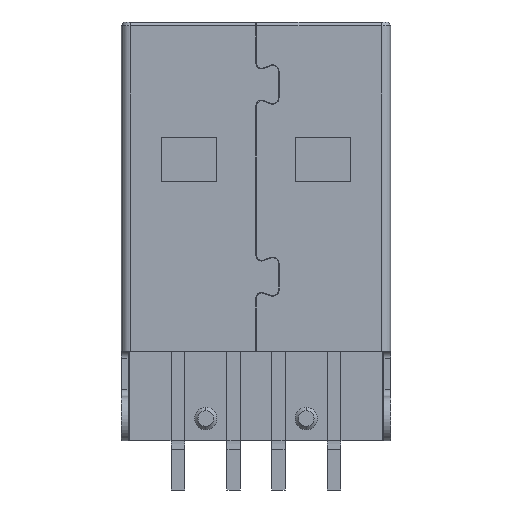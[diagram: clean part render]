
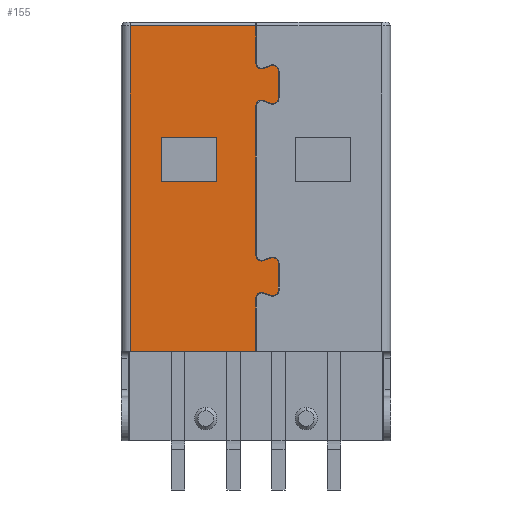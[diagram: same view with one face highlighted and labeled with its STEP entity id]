
A CAD part, front view. The second image highlights one B-rep face of the part: STEP entity #155.
In plain terms, the highlighted planar face has unit normal (0, -1, 0).
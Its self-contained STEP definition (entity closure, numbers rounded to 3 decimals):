
#155=ADVANCED_FACE('',(#556,#557),#558,.T.);
#556=FACE_OUTER_BOUND('',#1179,.T.);
#557=FACE_BOUND('',#1180,.T.);
#558=PLANE('',#1181);
#1179=EDGE_LOOP('',(#2636,#2637,#2638,#2639,#2640,#2641,#2642,#2643,#2644,#2645,#2646,#2647,#2648,#2649,#2650,#2651,#2652,#2653,#2654,#2655));
#1180=EDGE_LOOP('',(#2656,#2657,#2658,#2659));
#1181=AXIS2_PLACEMENT_3D('',#2660,#2661,#2662);
#2636=ORIENTED_EDGE('',*,*,#4648,.F.);
#2637=ORIENTED_EDGE('',*,*,#4727,.F.);
#2638=ORIENTED_EDGE('',*,*,#4454,.T.);
#2639=ORIENTED_EDGE('',*,*,#4728,.T.);
#2640=ORIENTED_EDGE('',*,*,#4729,.F.);
#2641=ORIENTED_EDGE('',*,*,#4730,.F.);
#2642=ORIENTED_EDGE('',*,*,#4731,.T.);
#2643=ORIENTED_EDGE('',*,*,#4732,.F.);
#2644=ORIENTED_EDGE('',*,*,#4733,.T.);
#2645=ORIENTED_EDGE('',*,*,#4734,.F.);
#2646=ORIENTED_EDGE('',*,*,#4735,.F.);
#2647=ORIENTED_EDGE('',*,*,#4736,.F.);
#2648=ORIENTED_EDGE('',*,*,#4737,.F.);
#2649=ORIENTED_EDGE('',*,*,#4738,.F.);
#2650=ORIENTED_EDGE('',*,*,#4739,.T.);
#2651=ORIENTED_EDGE('',*,*,#4740,.F.);
#2652=ORIENTED_EDGE('',*,*,#4741,.T.);
#2653=ORIENTED_EDGE('',*,*,#4742,.F.);
#2654=ORIENTED_EDGE('',*,*,#4743,.F.);
#2655=ORIENTED_EDGE('',*,*,#4744,.F.);
#2656=ORIENTED_EDGE('',*,*,#4745,.F.);
#2657=ORIENTED_EDGE('',*,*,#4746,.F.);
#2658=ORIENTED_EDGE('',*,*,#4747,.F.);
#2659=ORIENTED_EDGE('',*,*,#4748,.F.);
#2660=CARTESIAN_POINT('',(-5.625,-2.25,-9.375));
#2661=DIRECTION('',(0.0,-1.0,0.0));
#2662=DIRECTION('',(0.0,0.0,-1.0));
#4454=EDGE_CURVE('',#5338,#5336,#5339,.T.);
#4648=EDGE_CURVE('',#5680,#5686,#5687,.T.);
#4727=EDGE_CURVE('',#5338,#5680,#5816,.T.);
#4728=EDGE_CURVE('',#5336,#5817,#5818,.T.);
#4729=EDGE_CURVE('',#5819,#5817,#5820,.T.);
#4730=EDGE_CURVE('',#5821,#5819,#5822,.T.);
#4731=EDGE_CURVE('',#5821,#5823,#5824,.T.);
#4732=EDGE_CURVE('',#5825,#5823,#5826,.T.);
#4733=EDGE_CURVE('',#5825,#5827,#5828,.T.);
#4734=EDGE_CURVE('',#5829,#5827,#5830,.T.);
#4735=EDGE_CURVE('',#5831,#5829,#5832,.T.);
#4736=EDGE_CURVE('',#5833,#5831,#5834,.T.);
#4737=EDGE_CURVE('',#5835,#5833,#5836,.T.);
#4738=EDGE_CURVE('',#5837,#5835,#5838,.T.);
#4739=EDGE_CURVE('',#5837,#5839,#5840,.T.);
#4740=EDGE_CURVE('',#5841,#5839,#5842,.T.);
#4741=EDGE_CURVE('',#5841,#5843,#5844,.T.);
#4742=EDGE_CURVE('',#5845,#5843,#5846,.T.);
#4743=EDGE_CURVE('',#5847,#5845,#5848,.T.);
#4744=EDGE_CURVE('',#5686,#5847,#5849,.T.);
#4745=EDGE_CURVE('',#5850,#5851,#5852,.T.);
#4746=EDGE_CURVE('',#5853,#5850,#5854,.T.);
#4747=EDGE_CURVE('',#5855,#5853,#5856,.T.);
#4748=EDGE_CURVE('',#5851,#5855,#5857,.T.);
#5336=VERTEX_POINT('',#6693);
#5338=VERTEX_POINT('',#6696);
#5339=LINE('',#6697,#6698);
#5680=VERTEX_POINT('',#7198);
#5686=VERTEX_POINT('',#7207);
#5687=LINE('',#7208,#7209);
#5816=LINE('',#7402,#7403);
#5817=VERTEX_POINT('',#7404);
#5818=LINE('',#7405,#7406);
#5819=VERTEX_POINT('',#7407);
#5820=CIRCLE('',#7408,0.25);
#5821=VERTEX_POINT('',#7409);
#5822=LINE('',#7410,#7411);
#5823=VERTEX_POINT('',#7412);
#5824=CIRCLE('',#7413,0.25);
#5825=VERTEX_POINT('',#7414);
#5826=LINE('',#7415,#7416);
#5827=VERTEX_POINT('',#7417);
#5828=CIRCLE('',#7418,0.25);
#5829=VERTEX_POINT('',#7419);
#5830=LINE('',#7420,#7421);
#5831=VERTEX_POINT('',#7422);
#5832=CIRCLE('',#7423,0.25);
#5833=VERTEX_POINT('',#7424);
#5834=LINE('',#7425,#7426);
#5835=VERTEX_POINT('',#7427);
#5836=CIRCLE('',#7428,0.25);
#5837=VERTEX_POINT('',#7429);
#5838=LINE('',#7430,#7431);
#5839=VERTEX_POINT('',#7432);
#5840=CIRCLE('',#7433,0.25);
#5841=VERTEX_POINT('',#7434);
#5842=LINE('',#7435,#7436);
#5843=VERTEX_POINT('',#7437);
#5844=CIRCLE('',#7438,0.25);
#5845=VERTEX_POINT('',#7439);
#5846=LINE('',#7440,#7441);
#5847=VERTEX_POINT('',#7442);
#5848=CIRCLE('',#7443,0.25);
#5849=LINE('',#7444,#7445);
#5850=VERTEX_POINT('',#7446);
#5851=VERTEX_POINT('',#7447);
#5852=LINE('',#7448,#7449);
#5853=VERTEX_POINT('',#7450);
#5854=LINE('',#7451,#7452);
#5855=VERTEX_POINT('',#7453);
#5856=LINE('',#7454,#7455);
#5857=LINE('',#7456,#7457);
#6693=CARTESIAN_POINT('',(0.0,-2.25,-5.375));
#6696=CARTESIAN_POINT('',(-5.625,-2.25,-5.375));
#6697=CARTESIAN_POINT('',(-5.625,-2.25,-5.375));
#6698=VECTOR('',#8632,5.625);
#7198=CARTESIAN_POINT('',(-5.625,-2.25,9.202));
#7207=CARTESIAN_POINT('',(0.0,-2.25,9.202));
#7208=CARTESIAN_POINT('',(-5.625,-2.25,9.202));
#7209=VECTOR('',#8900,5.625);
#7402=CARTESIAN_POINT('',(-5.625,-2.25,-5.375));
#7403=VECTOR('',#9007,14.577);
#7404=CARTESIAN_POINT('',(0.0,-2.25,-2.975));
#7405=CARTESIAN_POINT('',(0.0,-2.25,-5.375));
#7406=VECTOR('',#9008,2.4);
#7407=CARTESIAN_POINT('',(0.336,-2.25,-2.74));
#7408=AXIS2_PLACEMENT_3D('',#9009,#9010,#9011);
#7409=CARTESIAN_POINT('',(0.664,-2.25,-2.86));
#7410=CARTESIAN_POINT('',(0.664,-2.25,-2.86));
#7411=VECTOR('',#9012,0.35);
#7412=CARTESIAN_POINT('',(1.0,-2.25,-2.625));
#7413=AXIS2_PLACEMENT_3D('',#9013,#9014,#9015);
#7414=CARTESIAN_POINT('',(1.0,-2.25,-1.425));
#7415=CARTESIAN_POINT('',(1.0,-2.25,-1.425));
#7416=VECTOR('',#9016,1.2);
#7417=CARTESIAN_POINT('',(0.664,-2.25,-1.19));
#7418=AXIS2_PLACEMENT_3D('',#9017,#9018,#9019);
#7419=CARTESIAN_POINT('',(0.336,-2.25,-1.31));
#7420=CARTESIAN_POINT('',(0.336,-2.25,-1.31));
#7421=VECTOR('',#9020,0.35);
#7422=CARTESIAN_POINT('',(0.0,-2.25,-1.075));
#7423=AXIS2_PLACEMENT_3D('',#9021,#9022,#9023);
#7424=CARTESIAN_POINT('',(0.0,-2.25,5.625));
#7425=CARTESIAN_POINT('',(0.0,-2.25,5.625));
#7426=VECTOR('',#9024,6.7);
#7427=CARTESIAN_POINT('',(0.336,-2.25,5.86));
#7428=AXIS2_PLACEMENT_3D('',#9025,#9026,#9027);
#7429=CARTESIAN_POINT('',(0.664,-2.25,5.74));
#7430=CARTESIAN_POINT('',(0.664,-2.25,5.74));
#7431=VECTOR('',#9028,0.35);
#7432=CARTESIAN_POINT('',(1.0,-2.25,5.975));
#7433=AXIS2_PLACEMENT_3D('',#9029,#9030,#9031);
#7434=CARTESIAN_POINT('',(1.0,-2.25,7.175));
#7435=CARTESIAN_POINT('',(1.0,-2.25,7.175));
#7436=VECTOR('',#9032,1.2);
#7437=CARTESIAN_POINT('',(0.664,-2.25,7.41));
#7438=AXIS2_PLACEMENT_3D('',#9033,#9034,#9035);
#7439=CARTESIAN_POINT('',(0.336,-2.25,7.29));
#7440=CARTESIAN_POINT('',(0.336,-2.25,7.29));
#7441=VECTOR('',#9036,0.35);
#7442=CARTESIAN_POINT('',(0.0,-2.25,7.525));
#7443=AXIS2_PLACEMENT_3D('',#9037,#9038,#9039);
#7444=CARTESIAN_POINT('',(0.0,-2.25,9.202));
#7445=VECTOR('',#9040,1.677);
#7446=CARTESIAN_POINT('',(-1.75,-2.25,4.215));
#7447=CARTESIAN_POINT('',(-4.25,-2.25,4.215));
#7448=CARTESIAN_POINT('',(-1.75,-2.25,4.215));
#7449=VECTOR('',#9041,2.5);
#7450=CARTESIAN_POINT('',(-1.75,-2.25,2.215));
#7451=CARTESIAN_POINT('',(-1.75,-2.25,2.215));
#7452=VECTOR('',#9042,2.0);
#7453=CARTESIAN_POINT('',(-4.25,-2.25,2.215));
#7454=CARTESIAN_POINT('',(-4.25,-2.25,2.215));
#7455=VECTOR('',#9043,2.5);
#7456=CARTESIAN_POINT('',(-4.25,-2.25,4.215));
#7457=VECTOR('',#9044,2.0);
#8632=DIRECTION('',(1.0,0.0,0.0));
#8900=DIRECTION('',(1.,0.,0.));
#9007=DIRECTION('',(0.,0.,1.));
#9008=DIRECTION('',(0.0,0.0,1.0));
#9009=CARTESIAN_POINT('',(0.25,-2.25,-2.975));
#9010=DIRECTION('',(0.0,-1.0,0.0));
#9011=DIRECTION('',(0.342,0.0,0.94));
#9012=DIRECTION('',(-0.94,0.0,0.342));
#9013=CARTESIAN_POINT('',(0.75,-2.25,-2.625));
#9014=DIRECTION('',(0.0,-1.0,-0.0));
#9015=DIRECTION('',(-0.342,0.0,-0.94));
#9016=DIRECTION('',(0.0,0.0,-1.0));
#9017=CARTESIAN_POINT('',(0.75,-2.25,-1.425));
#9018=DIRECTION('',(0.0,-1.0,0.0));
#9019=DIRECTION('',(1.0,0.0,0.0));
#9020=DIRECTION('',(0.94,0.0,0.342));
#9021=CARTESIAN_POINT('',(0.25,-2.25,-1.075));
#9022=DIRECTION('',(0.0,-1.0,0.0));
#9023=DIRECTION('',(-1.0,0.0,0.0));
#9024=DIRECTION('',(0.0,0.0,-1.0));
#9025=CARTESIAN_POINT('',(0.25,-2.25,5.625));
#9026=DIRECTION('',(0.0,-1.0,0.0));
#9027=DIRECTION('',(0.342,0.0,0.94));
#9028=DIRECTION('',(-0.94,0.0,0.342));
#9029=CARTESIAN_POINT('',(0.75,-2.25,5.975));
#9030=DIRECTION('',(0.0,-1.0,-0.0));
#9031=DIRECTION('',(-0.342,0.0,-0.94));
#9032=DIRECTION('',(0.0,0.0,-1.0));
#9033=CARTESIAN_POINT('',(0.75,-2.25,7.175));
#9034=DIRECTION('',(0.0,-1.0,0.0));
#9035=DIRECTION('',(1.0,0.0,0.0));
#9036=DIRECTION('',(0.94,0.0,0.342));
#9037=CARTESIAN_POINT('',(0.25,-2.25,7.525));
#9038=DIRECTION('',(0.0,-1.0,0.0));
#9039=DIRECTION('',(-1.0,0.0,0.0));
#9040=DIRECTION('',(0.0,0.0,-1.0));
#9041=DIRECTION('',(-1.0,0.0,0.0));
#9042=DIRECTION('',(0.0,0.0,1.0));
#9043=DIRECTION('',(1.0,0.0,0.0));
#9044=DIRECTION('',(0.0,0.0,-1.0));
